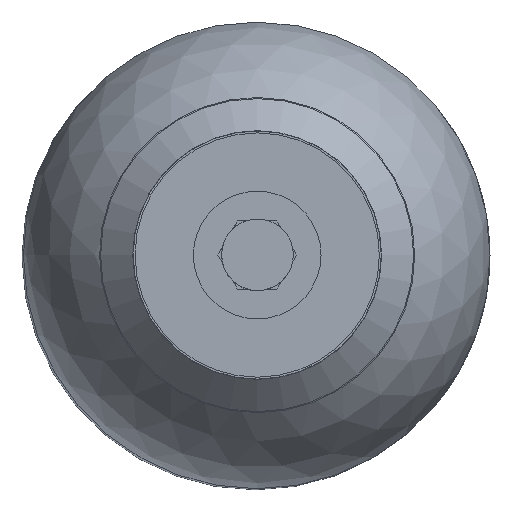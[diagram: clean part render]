
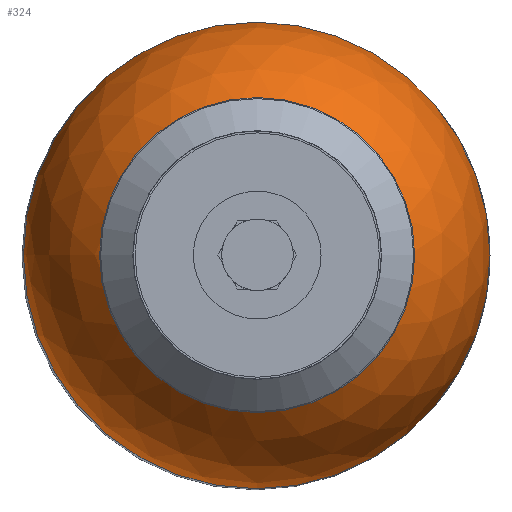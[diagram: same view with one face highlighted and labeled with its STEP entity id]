
A CAD part, top view. The second image highlights one B-rep face of the part: STEP entity #324.
In plain terms, the highlighted spherical face has radius 109.55 mm.
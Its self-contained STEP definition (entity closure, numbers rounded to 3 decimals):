
#324 = ADVANCED_FACE( '', ( #849, #850 ), #851, .T. );
#849 = FACE_OUTER_BOUND( '', #1593, .T. );
#850 = FACE_OUTER_BOUND( '', #1594, .T. );
#851 = SPHERICAL_SURFACE( '', #1595, 109.55 );
#1593 = EDGE_LOOP( '', ( #2844 ) );
#1594 = EDGE_LOOP( '', ( #2845 ) );
#1595 = AXIS2_PLACEMENT_3D( '', #2846, #2847, #2848 );
#2844 = ORIENTED_EDGE( '', *, *, #5009, .T. );
#2845 = ORIENTED_EDGE( '', *, *, #4886, .F. );
#2846 = CARTESIAN_POINT( '', ( 0.318, 0., 162.317 ) );
#2847 = DIRECTION( '', ( -0.002, 0., -1. ) );
#2848 = DIRECTION( '', ( -1., 0., 0.002 ) );
#4886 = EDGE_CURVE( '', #5718, #5718, #5719, .T. );
#5009 = EDGE_CURVE( '', #5931, #5931, #5932, .T. );
#5718 = VERTEX_POINT( '', #7948 );
#5719 = CIRCLE( '', #7949, 109.55 );
#5931 = VERTEX_POINT( '', #8439 );
#5932 = CIRCLE( '', #8440, 30. );
#7948 = CARTESIAN_POINT( '', ( -109.232, 0., 162.558 ) );
#7949 = AXIS2_PLACEMENT_3D( '', #9982, #9983, #9984 );
#8439 = CARTESIAN_POINT( '', ( -29.451, 0., 267.745 ) );
#8440 = AXIS2_PLACEMENT_3D( '', #10210, #10211, #10212 );
#9982 = CARTESIAN_POINT( '', ( 0.318, 0., 162.317 ) );
#9983 = DIRECTION( '', ( -0.002, 0., -1. ) );
#9984 = DIRECTION( '', ( -1., 0., 0.002 ) );
#10210 = CARTESIAN_POINT( '', ( 0.549, 0., 267.679 ) );
#10211 = DIRECTION( '', ( -0.002, 0., -1. ) );
#10212 = DIRECTION( '', ( -1., 0., 0.002 ) );
